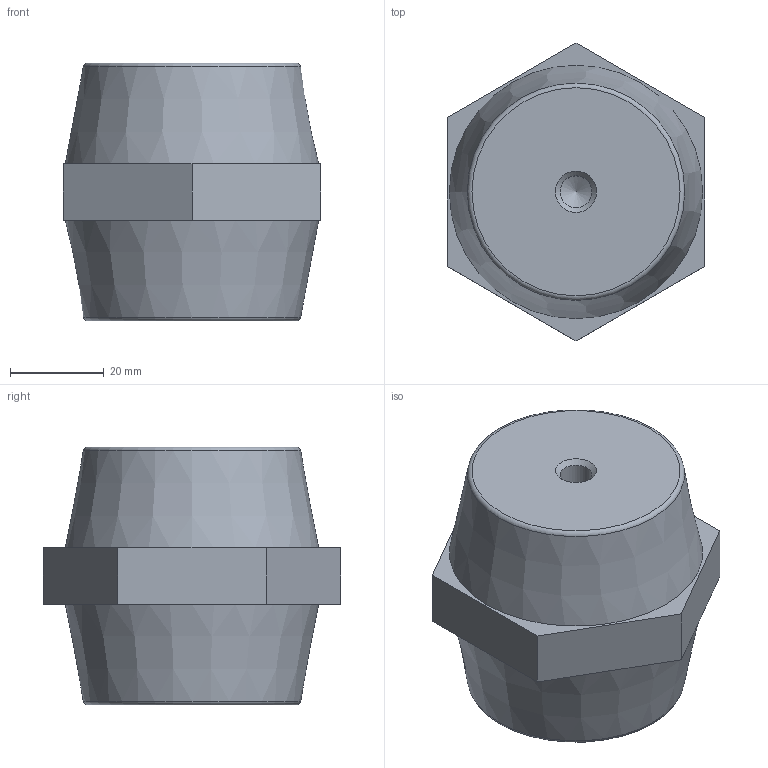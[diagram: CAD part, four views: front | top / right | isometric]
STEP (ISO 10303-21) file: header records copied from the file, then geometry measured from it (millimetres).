
FILE_DESCRIPTION(/* description */ (''),/* implementation_level */ '2;1');
FILE_NAME(/* name */ 'ID_60550850.stp',/* time_stamp */ '2023-03-01T15:38:03+01:00',/* author */ ('WKS1-USER'),/* organization */ (''),/* preprocessor_version */ 'ST-DEVELOPER v18.1',/* originating_system */ 'Autodesk Inventor 2021',/* authorisation */ '');
FILE_SCHEMA (('AUTOMOTIVE_DESIGN { 1 0 10303 214 3 1 1 }'));
Length unit declared in the file: millimetre
Products named in the file (1): ID_60550850
Bounding box: 55 x 63.51 x 55 mm (x, y, z)
Volume: 114857.6 mm3; surface area: 13875.8 mm2
Topology: 1 solids, 2 shells, 27 faces, 61 edges, 40 vertices
Faces by surface type: plane 15, cone 8, cylinder 2, torus 2
Full cylindrical faces by diameter (mm): 6.8 x2
Entity records: 813 total; most frequent: CARTESIAN_POINT 149, DIRECTION 125, ORIENTED_EDGE 118, EDGE_CURVE 59, AXIS2_PLACEMENT_3D 48, VERTEX_POINT 40, EDGE_LOOP 31, LINE 29
